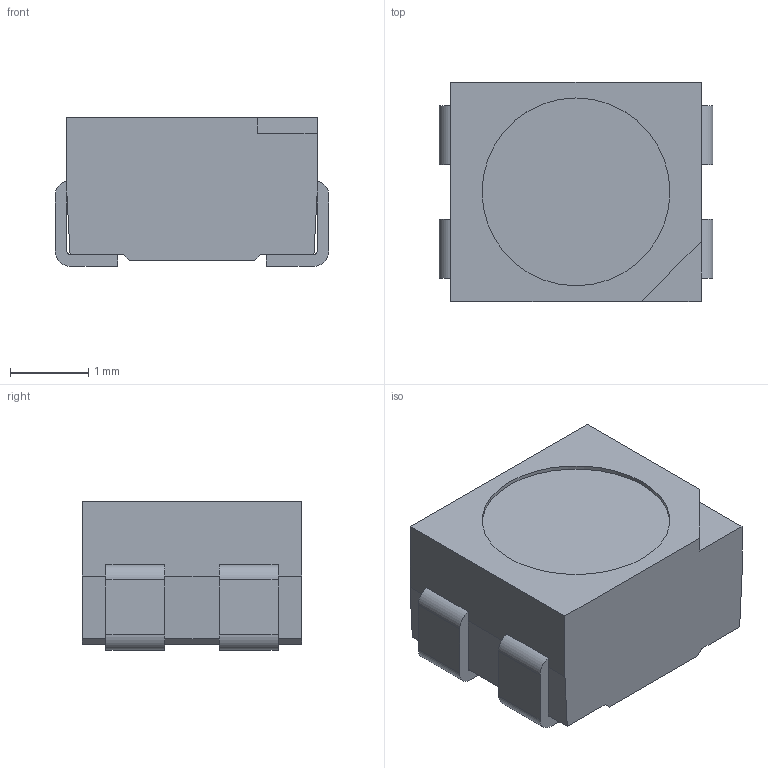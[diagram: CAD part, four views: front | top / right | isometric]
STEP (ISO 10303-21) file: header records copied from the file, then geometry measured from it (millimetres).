
FILE_DESCRIPTION (( 'STEP AP214' ), '1' );
FILE_NAME ('A44E583D-85F0-4CFF-AE4A-ABC8E98041E0.STEP', '2022-08-08T10:48:44', ( '' ), ( '' ), 'SwSTEP 2.0', 'SolidWorks 2022', '' );
FILE_SCHEMA (( 'AUTOMOTIVE_DESIGN' ));
Length unit declared in the file: millimetre
Products named in the file (1): A44E583D-85F0-4CFF-AE4A-ABC8E98041E0
Bounding box: 3.5 x 2.8 x 1.9 mm (x, y, z)
Volume: 16.4 mm3; surface area: 47.4 mm2
Topology: 1 solids, 1 shells, 57 faces, 178 edges, 116 vertices
Faces by surface type: plane 39, cylinder 18
Entity records: 2641 total; most frequent: ORIENTED_EDGE 356, CARTESIAN_POINT 352, DIRECTION 330, EDGE_CURVE 178, LINE 142, VECTOR 142, VERTEX_POINT 116, AXIS2_PLACEMENT_3D 94
